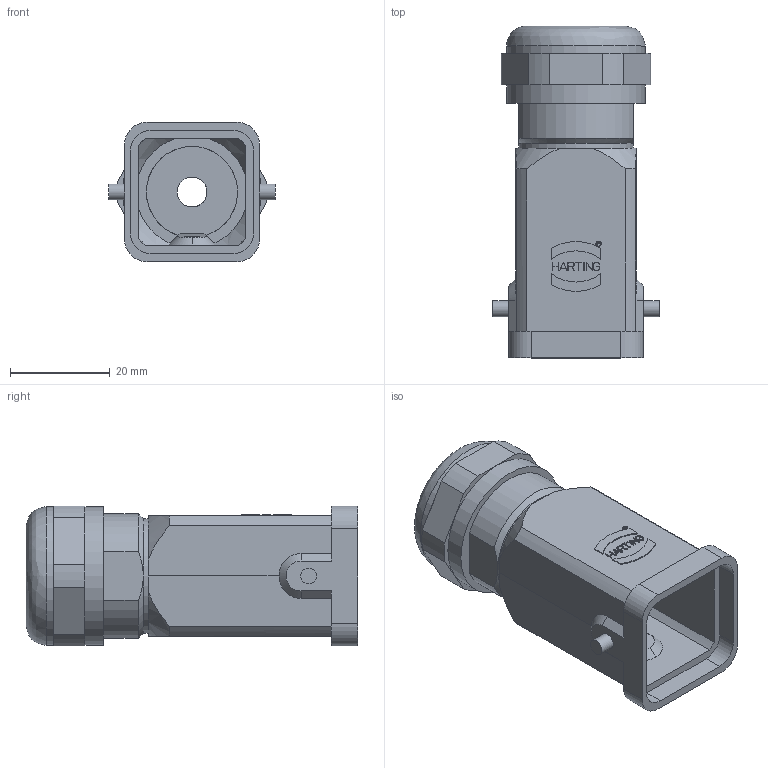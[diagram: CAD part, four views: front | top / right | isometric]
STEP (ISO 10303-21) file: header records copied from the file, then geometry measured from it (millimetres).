
FILE_DESCRIPTION(/* description */ (''),/* implementation_level */ '2;1');
FILE_NAME(/* name */ '100169277ugm000_b.stp',/* time_stamp */ '2017-11-03T15:20:43+01:00',/* author */ (''),/* organization */ (''),/* preprocessor_version */ 'ST-DEVELOPER v16',/* originating_system */ 'SIEMENS PLM Software NX 10.0',/* authorisation */ '');
FILE_SCHEMA (('AUTOMOTIVE_DESIGN { 1 0 10303 214 3 1 1 1 }'));
Length unit declared in the file: millimetre
Products named in the file (1): 100169277ugm000_b
Bounding box: 33.4 x 66.5 x 28 mm (x, y, z)
Volume: 17476.3 mm3; surface area: 11939.1 mm2
Topology: 1 solids, 1 shells, 207 faces, 536 edges, 359 vertices
Faces by surface type: plane 143, cylinder 47, bspline 14, cone 3
Full cylindrical faces by diameter (mm): 0.95 x1, 1.05 x1, 3.05 x1, 3.2 x2, 5.8 x1, 15.5 x1, 18.3 x1, 23 x1, 27.8 x2
Entity records: 8097 total; most frequent: CARTESIAN_POINT 2387, ORIENTED_EDGE 1042, DIRECTION 934, EDGE_CURVE 521, LINE 368, VECTOR 368, VERTEX_POINT 354, AXIS2_PLACEMENT_3D 283
